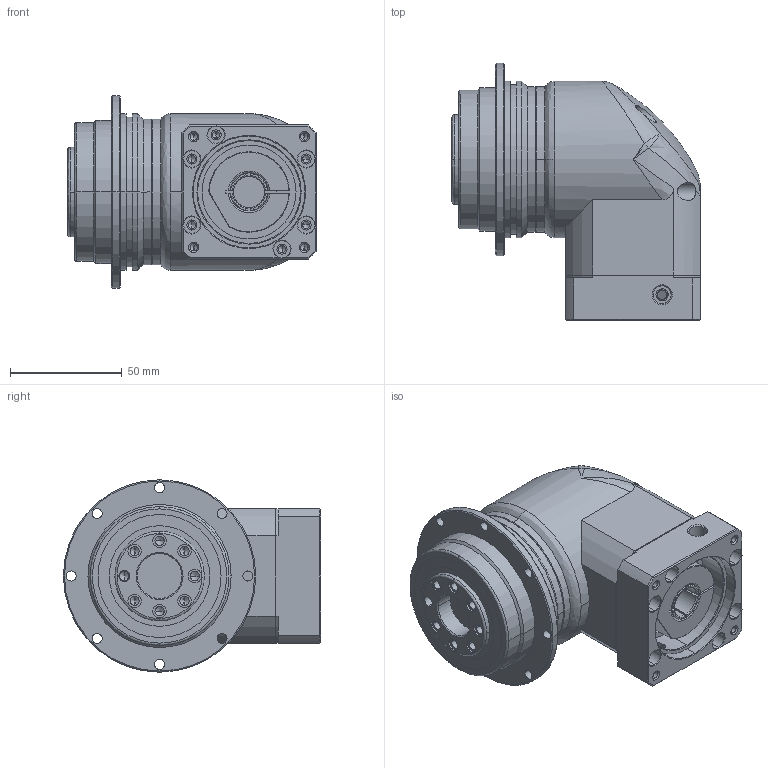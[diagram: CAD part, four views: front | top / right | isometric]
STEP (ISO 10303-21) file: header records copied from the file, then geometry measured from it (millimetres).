
FILE_DESCRIPTION (( 'STEP AP214' ), '1' );
FILE_NAME ('SDL064-L1-14-50-70-M4-M5.STEP', '2022-02-25T00:22:50', ( 'admin' ), ( '' ), 'SwSTEP 2.0', 'SolidWorks 2013', '' );
FILE_SCHEMA (( 'AUTOMOTIVE_DESIGN' ));
Length unit declared in the file: millimetre
Products named in the file (5): SD064; SDL060-50-70M4; SDL060_X2_8F9351658F7495017D2773AF_X0_-14; SDL060_X2_94DD58F3_X0_-14; SDL064-L1-14-50-70-M4-M5
Assembly tree (4 placements, depth 2):
  SDL064-L1-14-50-70-M4-M5
    SDL060_X2_94DD58F3_X0_-14
    SDL060_X2_8F9351658F7495017D2773AF_X0_-14
    SDL060-50-70M4
    SD064
Bounding box: 111 x 115 x 86 mm (x, y, z)
Volume: 490466.7 mm3; surface area: 86867.8 mm2
Topology: 6 solids, 6 shells, 473 faces, 1199 edges, 729 vertices
Faces by surface type: cylinder 226, cone 125, plane 94, bspline 26, torus 2
Entity records: 22036 total; most frequent: CARTESIAN_POINT 5371, DIRECTION 2455, ORIENTED_EDGE 2270, EDGE_CURVE 1135, AXIS2_PLACEMENT_3D 1008, VERTEX_POINT 729, EDGE_LOOP 578, CIRCLE 554
